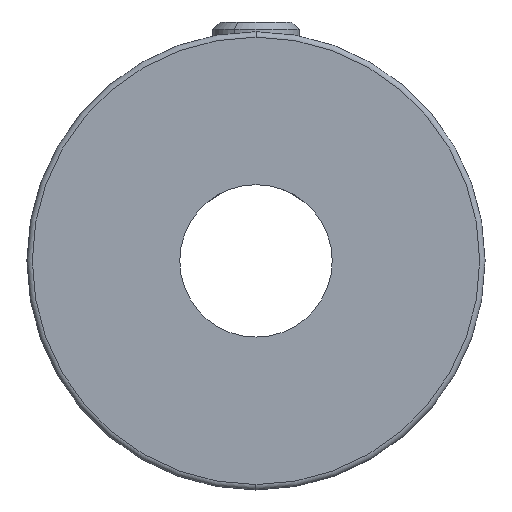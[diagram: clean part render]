
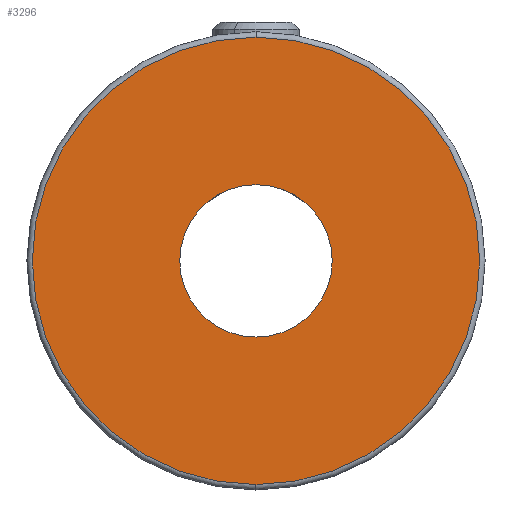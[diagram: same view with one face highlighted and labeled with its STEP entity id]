
A CAD part, left-side view. The second image highlights one B-rep face of the part: STEP entity #3296.
In plain terms, the highlighted planar face has unit normal (-1, 0, 0).
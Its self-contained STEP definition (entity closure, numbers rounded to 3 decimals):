
#135 = EDGE_CURVE ( 'NONE', #2264, #1307, #2213, .T. ) ;
#174 = EDGE_CURVE ( 'NONE', #845, #1387, #2752, .T. ) ;
#310 = EDGE_CURVE ( 'NONE', #1307, #2264, #1624, .T. ) ;
#312 = ORIENTED_EDGE ( 'NONE', *, *, #310, .F. ) ;
#318 = EDGE_LOOP ( 'NONE', ( #312, #356 ) ) ;
#356 = ORIENTED_EDGE ( 'NONE', *, *, #135, .F. ) ;
#433 = ORIENTED_EDGE ( 'NONE', *, *, #174, .T. ) ;
#459 = CARTESIAN_POINT ( 'NONE',  ( 0., 0., 0. ) ) ;
#479 = DIRECTION ( 'NONE',  ( 0., 0., 1. ) ) ;
#545 = DIRECTION ( 'NONE',  ( 0., 0., 1. ) ) ;
#591 = AXIS2_PLACEMENT_3D ( 'NONE', #2016, #3057, #479 ) ;
#845 = VERTEX_POINT ( 'NONE', #1674 ) ;
#852 = DIRECTION ( 'NONE',  ( -1., 0., 0. ) ) ;
#922 = CARTESIAN_POINT ( 'NONE',  ( 0., 0., 20.7 ) ) ;
#1073 = CARTESIAN_POINT ( 'NONE',  ( 0., 0., 7.05 ) ) ;
#1095 = AXIS2_PLACEMENT_3D ( 'NONE', #459, #1686, #1175 ) ;
#1150 = CARTESIAN_POINT ( 'NONE',  ( 0., 0., 7.05 ) ) ;
#1175 = DIRECTION ( 'NONE',  ( 0., 0., 1. ) ) ;
#1283 = DIRECTION ( 'NONE',  ( -1., 0., 0. ) ) ;
#1307 = VERTEX_POINT ( 'NONE', #1150 ) ;
#1376 = EDGE_LOOP ( 'NONE', ( #3044, #433 ) ) ;
#1387 = VERTEX_POINT ( 'NONE', #922 ) ;
#1463 = CARTESIAN_POINT ( 'NONE',  ( 0., 0., 0. ) ) ;
#1617 = CARTESIAN_POINT ( 'NONE',  ( 0., 0., -7.05 ) ) ;
#1624 = CIRCLE ( 'NONE', #591, 7.05 ) ;
#1674 = CARTESIAN_POINT ( 'NONE',  ( 0., 0., -20.7 ) ) ;
#1686 = DIRECTION ( 'NONE',  ( -1., 0., 0. ) ) ;
#1737 = DIRECTION ( 'NONE',  ( 0., 0., 1. ) ) ;
#1781 = AXIS2_PLACEMENT_3D ( 'NONE', #2109, #1283, #3147 ) ;
#1833 = FACE_BOUND ( 'NONE', #318, .T. ) ;
#2016 = CARTESIAN_POINT ( 'NONE',  ( 0., 0., 0. ) ) ;
#2044 = AXIS2_PLACEMENT_3D ( 'NONE', #1463, #3261, #1737 ) ;
#2109 = CARTESIAN_POINT ( 'NONE',  ( 0., 0., 0. ) ) ;
#2213 = CIRCLE ( 'NONE', #1781, 7.05 ) ;
#2264 = VERTEX_POINT ( 'NONE', #1617 ) ;
#2441 = EDGE_CURVE ( 'NONE', #1387, #845, #3037, .T. ) ;
#2472 = AXIS2_PLACEMENT_3D ( 'NONE', #1073, #852, #545 ) ;
#2646 = FACE_OUTER_BOUND ( 'NONE', #1376, .T. ) ;
#2752 = CIRCLE ( 'NONE', #2044, 20.7 ) ;
#2866 = PLANE ( 'NONE',  #2472 ) ;
#3037 = CIRCLE ( 'NONE', #1095, 20.7 ) ;
#3044 = ORIENTED_EDGE ( 'NONE', *, *, #2441, .T. ) ;
#3057 = DIRECTION ( 'NONE',  ( -1., 0., 0. ) ) ;
#3147 = DIRECTION ( 'NONE',  ( 0., 0., 1. ) ) ;
#3261 = DIRECTION ( 'NONE',  ( -1., 0., 0. ) ) ;
#3296 = ADVANCED_FACE ( 'NONE', ( #2646, #1833 ), #2866, .T. ) ;
